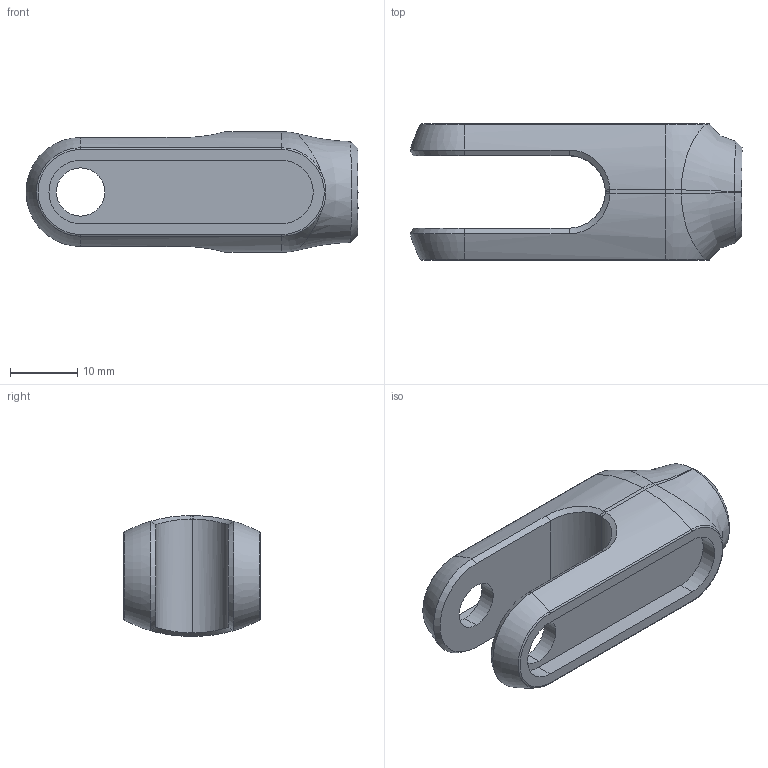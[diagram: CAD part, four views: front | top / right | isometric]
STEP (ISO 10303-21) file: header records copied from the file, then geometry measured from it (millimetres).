
FILE_DESCRIPTION (( 'STEP AP214' ), '1' );
FILE_NAME ('Arm Front.STEP', '2024-12-17T22:01:26', ( '' ), ( '' ), 'SwSTEP 2.0', 'SolidWorks 2020', '' );
FILE_SCHEMA (( 'AUTOMOTIVE_DESIGN' ));
Length unit declared in the file: millimetre
Products named in the file (1): Arm Front
Bounding box: 49.54 x 20.4 x 18 mm (x, y, z)
Volume: 6380.2 mm3; surface area: 4795 mm2
Topology: 1 solids, 1 shells, 71 faces, 161 edges, 95 vertices
Faces by surface type: cylinder 22, plane 18, bspline 14, torus 12, cone 5
Entity records: 5516 total; most frequent: CARTESIAN_POINT 3984, ORIENTED_EDGE 322, DIRECTION 294, EDGE_CURVE 161, AXIS2_PLACEMENT_3D 121, VERTEX_POINT 95, EDGE_LOOP 78, ADVANCED_FACE 71
